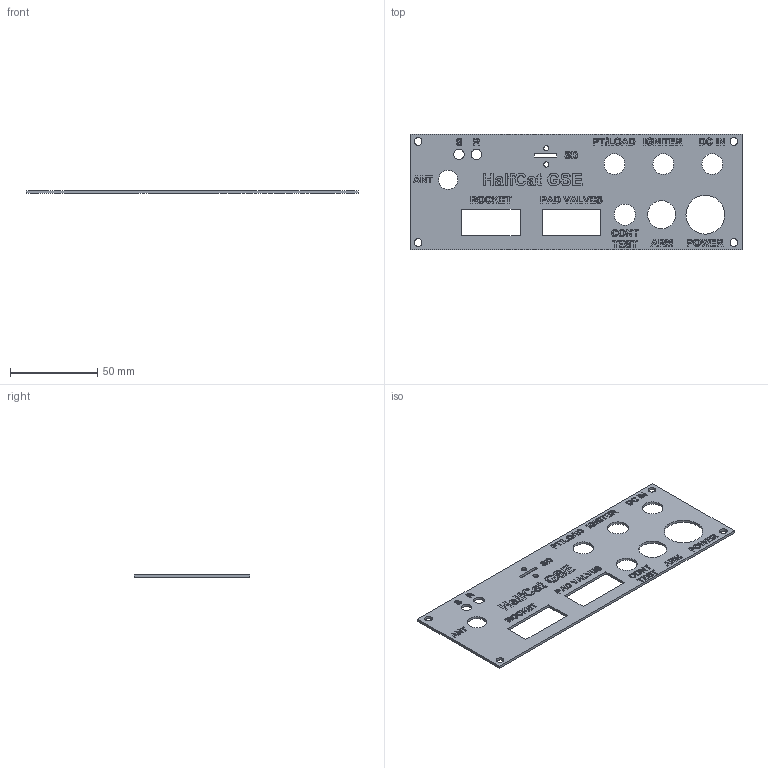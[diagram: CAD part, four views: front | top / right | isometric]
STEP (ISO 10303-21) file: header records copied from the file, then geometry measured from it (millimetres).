
FILE_DESCRIPTION(/* description */ (''),/* implementation_level */ '2;1');
FILE_NAME(/* name */ 'HC GSE Controller Top Panel v4.step',/* time_stamp */ '2024-09-04T19:03:06-07:00',/* author */ (''),/* organization */ (''),/* preprocessor_version */ 'ST-DEVELOPER v20',/* originating_system */ 'Autodesk Translation Framework v13.14.0.145',/* authorisation */ '');
FILE_SCHEMA (('AUTOMOTIVE_DESIGN { 1 0 10303 214 3 1 1 }'));
Length unit declared in the file: millimetre
Products named in the file (1): HC GSE Controller Top Panel
Bounding box: 190 x 66 x 1.5 mm (x, y, z)
Volume: 15198.1 mm3; surface area: 22635.5 mm2
Topology: 1 solids, 1 shells, 1177 faces, 3258 edges, 2172 vertices
Faces by surface type: plane 593, bspline 569, cylinder 15
Full cylindrical faces by diameter (mm): 3 x2, 4.4 x4, 6 x2, 11 x1, 11.9 x3, 12.1 x1, 16 x1, 22.2 x1
Entity records: 42577 total; most frequent: CARTESIAN_POINT 16281, ORIENTED_EDGE 6516, DIRECTION 3368, EDGE_CURVE 3258, VERTEX_POINT 2172, LINE 2090, VECTOR 2090, EDGE_LOOP 1302
